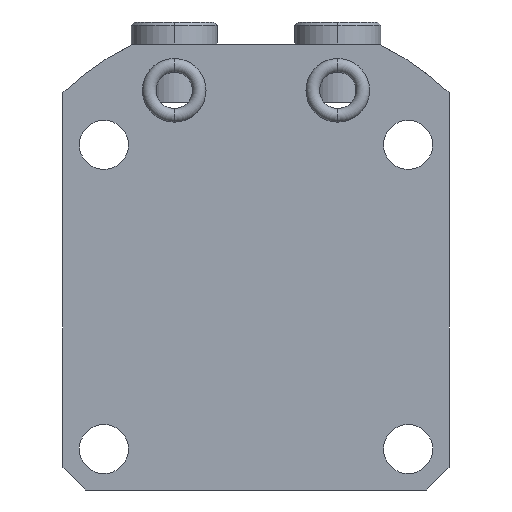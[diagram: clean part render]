
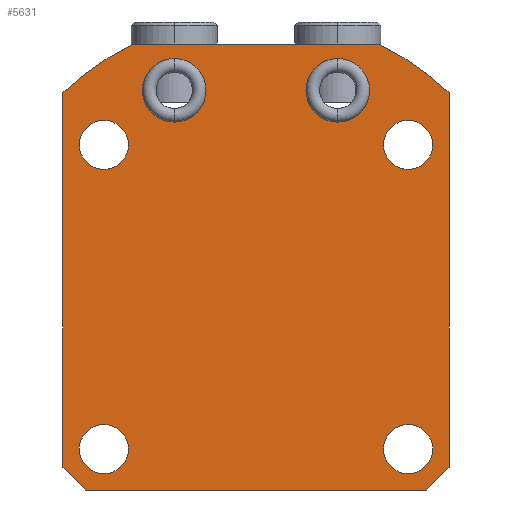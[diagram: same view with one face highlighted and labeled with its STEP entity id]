
A CAD part, front view. The second image highlights one B-rep face of the part: STEP entity #5631.
In plain terms, the highlighted planar face has unit normal (0, -1, 0).
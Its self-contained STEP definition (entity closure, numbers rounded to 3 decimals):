
#1474=CARTESIAN_POINT('',(0.,-34.,0.));
#1475=DIRECTION('',(0.,-1.,0.));
#1476=DIRECTION('',(0.686,0.,0.727));
#1477=AXIS2_PLACEMENT_3D('',#1474,#1475,#1476);
#1521=CARTESIAN_POINT('',(0.,-34.,0.));
#1522=DIRECTION('',(0.,-1.,0.));
#1523=DIRECTION('',(-0.443,0.,0.896));
#1524=AXIS2_PLACEMENT_3D('',#1521,#1522,#1523);
#2092=DIRECTION('',(0.707,0.,0.707));
#2093=VECTOR('',#2092,7.071);
#2094=CARTESIAN_POINT('',(37.5,-34.,-42.5));
#2095=LINE('',#2094,#2093);
#2099=DIRECTION('',(1.,0.,0.));
#2100=VECTOR('',#2099,75.);
#2101=CARTESIAN_POINT('',(-37.5,-34.,-42.5));
#2102=LINE('',#2101,#2100);
#2106=DIRECTION('',(0.707,0.,-0.707));
#2107=VECTOR('',#2106,7.071);
#2108=CARTESIAN_POINT('',(-42.5,-34.,-37.5));
#2109=LINE('',#2108,#2107);
#2113=DIRECTION('',(0.,0.,-1.));
#2114=VECTOR('',#2113,82.525);
#2115=CARTESIAN_POINT('',(-42.5,-34.,45.025));
#2116=LINE('',#2115,#2114);
#2120=DIRECTION('',(-1.,0.,0.));
#2121=VECTOR('',#2120,54.89);
#2122=CARTESIAN_POINT('',(27.445,-34.,55.5));
#2123=LINE('',#2122,#2121);
#2127=DIRECTION('',(0.,0.,1.));
#2128=VECTOR('',#2127,82.525);
#2129=CARTESIAN_POINT('',(42.5,-34.,-37.5));
#2130=LINE('',#2129,#2128);
#2134=CARTESIAN_POINT('',(33.5,-34.,-33.5));
#2135=DIRECTION('',(0.,1.,0.));
#2136=DIRECTION('',(1.,0.,0.));
#2137=AXIS2_PLACEMENT_3D('',#2134,#2135,#2136);
#2142=CARTESIAN_POINT('',(33.5,-34.,-33.5));
#2143=DIRECTION('',(0.,1.,0.));
#2144=DIRECTION('',(-1.,0.,0.));
#2145=AXIS2_PLACEMENT_3D('',#2142,#2143,#2144);
#2150=CARTESIAN_POINT('',(-33.5,-34.,-33.5));
#2151=DIRECTION('',(0.,1.,0.));
#2152=DIRECTION('',(1.,0.,0.));
#2153=AXIS2_PLACEMENT_3D('',#2150,#2151,#2152);
#2158=CARTESIAN_POINT('',(-33.5,-34.,-33.5));
#2159=DIRECTION('',(0.,1.,0.));
#2160=DIRECTION('',(-1.,0.,0.));
#2161=AXIS2_PLACEMENT_3D('',#2158,#2159,#2160);
#2166=CARTESIAN_POINT('',(-33.5,-34.,33.5));
#2167=DIRECTION('',(0.,1.,0.));
#2168=DIRECTION('',(1.,0.,0.));
#2169=AXIS2_PLACEMENT_3D('',#2166,#2167,#2168);
#2174=CARTESIAN_POINT('',(-33.5,-34.,33.5));
#2175=DIRECTION('',(0.,1.,0.));
#2176=DIRECTION('',(-1.,0.,0.));
#2177=AXIS2_PLACEMENT_3D('',#2174,#2175,#2176);
#2182=CARTESIAN_POINT('',(33.5,-34.,33.5));
#2183=DIRECTION('',(0.,1.,0.));
#2184=DIRECTION('',(1.,0.,0.));
#2185=AXIS2_PLACEMENT_3D('',#2182,#2183,#2184);
#2190=CARTESIAN_POINT('',(33.5,-34.,33.5));
#2191=DIRECTION('',(0.,1.,0.));
#2192=DIRECTION('',(-1.,0.,0.));
#2193=AXIS2_PLACEMENT_3D('',#2190,#2191,#2192);
#2198=CARTESIAN_POINT('',(18.,-34.,45.5));
#2199=DIRECTION('',(0.,-1.,0.));
#2200=DIRECTION('',(-1.,0.,0.));
#2201=AXIS2_PLACEMENT_3D('',#2198,#2199,#2200);
#2206=CARTESIAN_POINT('',(18.,-34.,45.5));
#2207=DIRECTION('',(0.,-1.,0.));
#2208=DIRECTION('',(1.,0.,0.));
#2209=AXIS2_PLACEMENT_3D('',#2206,#2207,#2208);
#2214=CARTESIAN_POINT('',(-18.,-34.,45.5));
#2215=DIRECTION('',(0.,1.,0.));
#2216=DIRECTION('',(1.,0.,0.));
#2217=AXIS2_PLACEMENT_3D('',#2214,#2215,#2216);
#2222=CARTESIAN_POINT('',(-18.,-34.,45.5));
#2223=DIRECTION('',(0.,1.,0.));
#2224=DIRECTION('',(-1.,0.,0.));
#2225=AXIS2_PLACEMENT_3D('',#2222,#2223,#2224);
#3614=CARTESIAN_POINT('',(42.5,-34.,45.025));
#3616=VERTEX_POINT('',#3614);
#3618=CARTESIAN_POINT('',(-42.5,-34.,45.025));
#3620=VERTEX_POINT('',#3618);
#3621=CARTESIAN_POINT('',(37.5,-34.,-42.5));
#3623=VERTEX_POINT('',#3621);
#3627=CARTESIAN_POINT('',(42.5,-34.,-37.5));
#3628=VERTEX_POINT('',#3627);
#3629=CARTESIAN_POINT('',(-42.5,-34.,-37.5));
#3631=VERTEX_POINT('',#3629);
#3635=CARTESIAN_POINT('',(-37.5,-34.,-42.5));
#3636=VERTEX_POINT('',#3635);
#3653=CARTESIAN_POINT('',(38.9,-34.,-33.5));
#3654=VERTEX_POINT('',#3653);
#3655=CARTESIAN_POINT('',(28.1,-34.,-33.5));
#3656=VERTEX_POINT('',#3655);
#3657=CARTESIAN_POINT('',(-28.1,-34.,-33.5));
#3658=VERTEX_POINT('',#3657);
#3659=CARTESIAN_POINT('',(-38.9,-34.,-33.5));
#3660=VERTEX_POINT('',#3659);
#3661=CARTESIAN_POINT('',(-28.1,-34.,33.5));
#3662=VERTEX_POINT('',#3661);
#3663=CARTESIAN_POINT('',(-38.9,-34.,33.5));
#3664=VERTEX_POINT('',#3663);
#3665=CARTESIAN_POINT('',(38.9,-34.,33.5));
#3666=VERTEX_POINT('',#3665);
#3667=CARTESIAN_POINT('',(28.1,-34.,33.5));
#3668=VERTEX_POINT('',#3667);
#3683=CARTESIAN_POINT('',(27.445,-34.,55.5));
#3684=VERTEX_POINT('',#3683);
#3693=CARTESIAN_POINT('',(-27.445,-34.,55.5));
#3694=VERTEX_POINT('',#3693);
#3721=CARTESIAN_POINT('',(11.,-34.,45.5));
#3722=CARTESIAN_POINT('',(25.,-34.,45.5));
#3723=VERTEX_POINT('',#3721);
#3724=VERTEX_POINT('',#3722);
#3765=CARTESIAN_POINT('',(-11.,-34.,45.5));
#3766=VERTEX_POINT('',#3765);
#3767=CARTESIAN_POINT('',(-25.,-34.,45.5));
#3768=VERTEX_POINT('',#3767);
#5579=CARTESIAN_POINT('',(0.,-34.,0.));
#5580=DIRECTION('',(0.,-1.,0.));
#5581=DIRECTION('',(-1.,0.,0.));
#5582=AXIS2_PLACEMENT_3D('',#5579,#5580,#5581);
#5583=PLANE('',#5582);
#5584=ORIENTED_EDGE('',*,*,#5023,.F.);
#5585=ORIENTED_EDGE('',*,*,#5040,.F.);
#5586=ORIENTED_EDGE('',*,*,#5052,.F.);
#5587=ORIENTED_EDGE('',*,*,#5068,.F.);
#5588=ORIENTED_EDGE('',*,*,#5107,.F.);
#5589=ORIENTED_EDGE('',*,*,#5160,.F.);
#5590=ORIENTED_EDGE('',*,*,#5087,.F.);
#5592=ORIENTED_EDGE('',*,*,#5591,.F.);
#5593=EDGE_LOOP('',(#5584,#5585,#5586,#5587,#5588,#5589,#5590,#5592));
#5594=FACE_OUTER_BOUND('',#5593,.F.);
#5596=ORIENTED_EDGE('',*,*,#5595,.F.);
#5598=ORIENTED_EDGE('',*,*,#5597,.F.);
#5599=EDGE_LOOP('',(#5596,#5598));
#5600=FACE_BOUND('',#5599,.F.);
#5602=ORIENTED_EDGE('',*,*,#5601,.F.);
#5604=ORIENTED_EDGE('',*,*,#5603,.F.);
#5605=EDGE_LOOP('',(#5602,#5604));
#5606=FACE_BOUND('',#5605,.F.);
#5608=ORIENTED_EDGE('',*,*,#5607,.F.);
#5610=ORIENTED_EDGE('',*,*,#5609,.F.);
#5611=EDGE_LOOP('',(#5608,#5610));
#5612=FACE_BOUND('',#5611,.F.);
#5614=ORIENTED_EDGE('',*,*,#5613,.F.);
#5616=ORIENTED_EDGE('',*,*,#5615,.F.);
#5617=EDGE_LOOP('',(#5614,#5616));
#5618=FACE_BOUND('',#5617,.F.);
#5620=ORIENTED_EDGE('',*,*,#5619,.T.);
#5622=ORIENTED_EDGE('',*,*,#5621,.T.);
#5623=EDGE_LOOP('',(#5620,#5622));
#5624=FACE_BOUND('',#5623,.F.);
#5626=ORIENTED_EDGE('',*,*,#5625,.F.);
#5628=ORIENTED_EDGE('',*,*,#5627,.F.);
#5629=EDGE_LOOP('',(#5626,#5628));
#5630=FACE_BOUND('',#5629,.F.);
#5631=ADVANCED_FACE('',(#5594,#5600,#5606,#5612,#5618,#5624,#5630),#5583,.T.);
#1478=CIRCLE('',#1477,61.915);
#1525=CIRCLE('',#1524,61.915);
#2138=CIRCLE('',#2137,5.4);
#2146=CIRCLE('',#2145,5.4);
#2154=CIRCLE('',#2153,5.4);
#2162=CIRCLE('',#2161,5.4);
#2170=CIRCLE('',#2169,5.4);
#2178=CIRCLE('',#2177,5.4);
#2186=CIRCLE('',#2185,5.4);
#2194=CIRCLE('',#2193,5.4);
#2202=CIRCLE('',#2201,7.);
#2210=CIRCLE('',#2209,7.);
#2218=CIRCLE('',#2217,7.);
#2226=CIRCLE('',#2225,7.);
#5023=EDGE_CURVE('',#3623,#3628,#2095,.T.);
#5040=EDGE_CURVE('',#3636,#3623,#2102,.T.);
#5052=EDGE_CURVE('',#3631,#3636,#2109,.T.);
#5068=EDGE_CURVE('',#3620,#3631,#2116,.T.);
#5087=EDGE_CURVE('',#3616,#3684,#1478,.T.);
#5107=EDGE_CURVE('',#3694,#3620,#1525,.T.);
#5160=EDGE_CURVE('',#3684,#3694,#2123,.T.);
#5591=EDGE_CURVE('',#3628,#3616,#2130,.T.);
#5595=EDGE_CURVE('',#3654,#3656,#2138,.T.);
#5597=EDGE_CURVE('',#3656,#3654,#2146,.T.);
#5601=EDGE_CURVE('',#3658,#3660,#2154,.T.);
#5603=EDGE_CURVE('',#3660,#3658,#2162,.T.);
#5607=EDGE_CURVE('',#3662,#3664,#2170,.T.);
#5609=EDGE_CURVE('',#3664,#3662,#2178,.T.);
#5613=EDGE_CURVE('',#3666,#3668,#2186,.T.);
#5615=EDGE_CURVE('',#3668,#3666,#2194,.T.);
#5619=EDGE_CURVE('',#3723,#3724,#2202,.T.);
#5621=EDGE_CURVE('',#3724,#3723,#2210,.T.);
#5625=EDGE_CURVE('',#3766,#3768,#2218,.T.);
#5627=EDGE_CURVE('',#3768,#3766,#2226,.T.);
